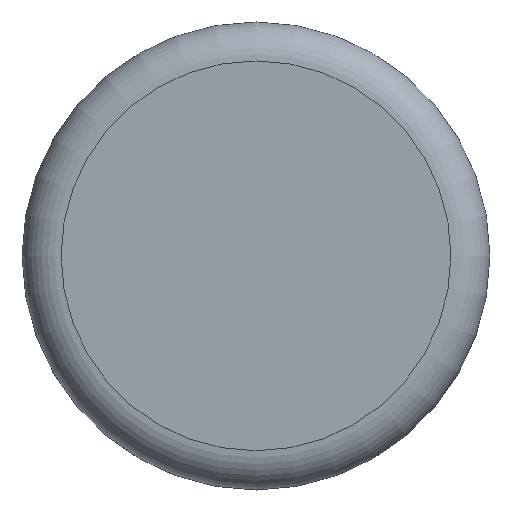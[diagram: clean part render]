
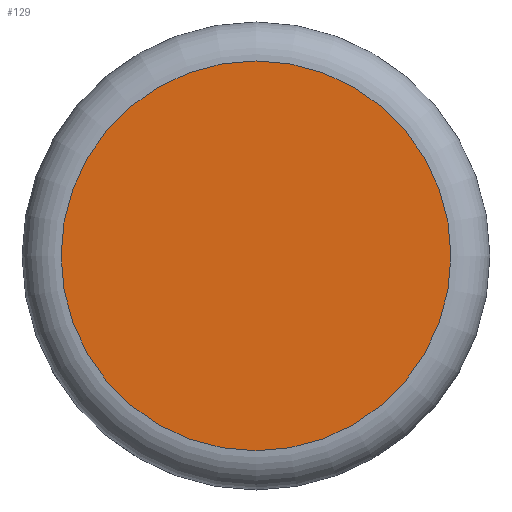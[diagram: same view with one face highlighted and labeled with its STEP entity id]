
A CAD part, top view. The second image highlights one B-rep face of the part: STEP entity #129.
In plain terms, the highlighted planar face has unit normal (0, 0, 1).
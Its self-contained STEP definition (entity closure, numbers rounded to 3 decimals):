
#31=FACE_OUTER_BOUND('',#41,.T.);
#41=EDGE_LOOP('',(#102));
#49=CIRCLE('',#153,5.);
#63=VERTEX_POINT('',#230);
#74=EDGE_CURVE('',#63,#63,#49,.T.);
#102=ORIENTED_EDGE('',*,*,#74,.F.);
#124=PLANE('',#160);
#129=ADVANCED_FACE('',(#31),#124,.T.);
#153=AXIS2_PLACEMENT_3D('',#231,#182,#183);
#160=AXIS2_PLACEMENT_3D('',#243,#197,#198);
#182=DIRECTION('center_axis',(0.,0.,-1.));
#183=DIRECTION('ref_axis',(-1.,0.,0.));
#197=DIRECTION('center_axis',(0.,0.,1.));
#198=DIRECTION('ref_axis',(-1.,0.,0.));
#230=CARTESIAN_POINT('',(15.5,96.,27.));
#231=CARTESIAN_POINT('Origin',(20.5,96.,27.));
#243=CARTESIAN_POINT('Origin',(20.5,96.,27.));
